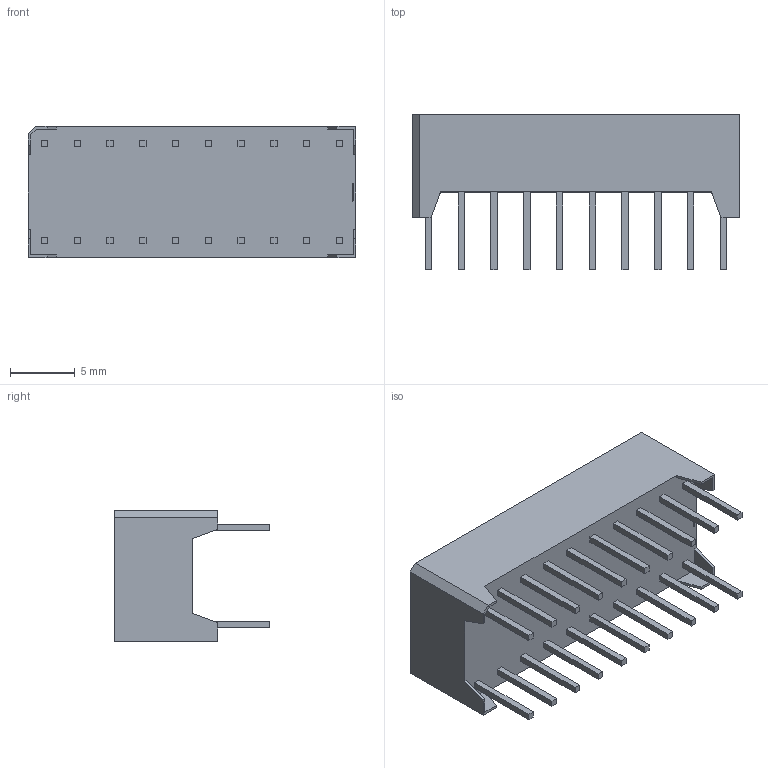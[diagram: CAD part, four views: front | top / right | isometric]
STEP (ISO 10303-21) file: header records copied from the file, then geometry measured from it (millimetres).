
FILE_DESCRIPTION (( 'STEP AP214' ), '1' );
FILE_NAME ('XGxx10.STEP', '2015-09-10T17:57:39', ( '' ), ( '' ), 'SwSTEP 2.0', 'SolidWorks 2012', '' );
FILE_SCHEMA (( 'AUTOMOTIVE_DESIGN' ));
Length unit declared in the file: millimetre
Products named in the file (1): XGxx10
Bounding box: 25.4 x 12 x 10.16 mm (x, y, z)
Volume: 1578.3 mm3; surface area: 1243.9 mm2
Topology: 1 solids, 1 shells, 368 faces, 960 edges, 640 vertices
Faces by surface type: plane 300, bspline 68
Entity records: 17296 total; most frequent: CARTESIAN_POINT 5165, ORIENTED_EDGE 1920, DIRECTION 1426, EDGE_CURVE 960, VECTOR 824, LINE 824, VERTEX_POINT 640, EDGE_LOOP 414
